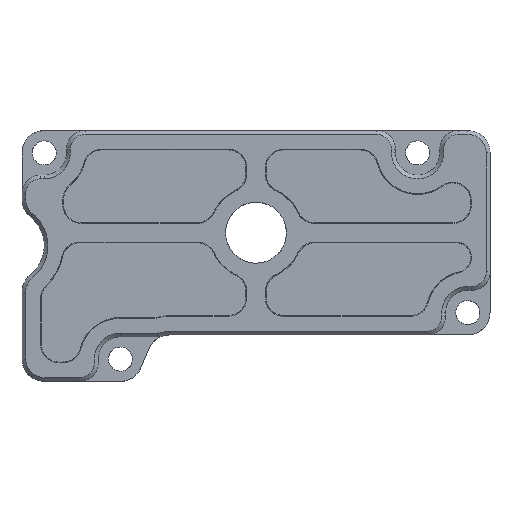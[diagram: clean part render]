
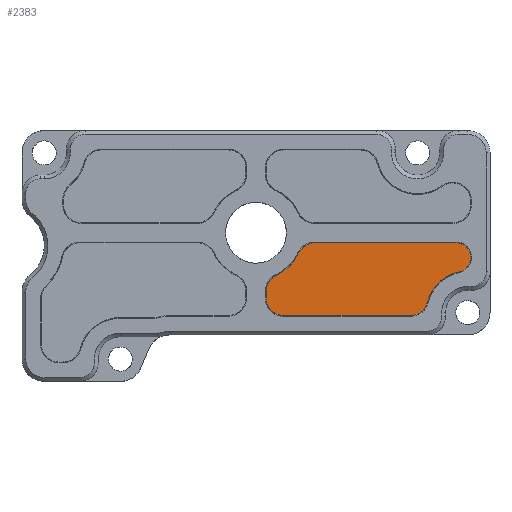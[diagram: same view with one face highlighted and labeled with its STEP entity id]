
A CAD part, top view. The second image highlights one B-rep face of the part: STEP entity #2383.
In plain terms, the highlighted free-form (B-spline) face has degree [1, 1] with [2, 2] control points.
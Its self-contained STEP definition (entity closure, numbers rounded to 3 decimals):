
#1942 = EDGE_CURVE('',#1943,#1945,#1947,.T.);
#1943 = VERTEX_POINT('',#1944);
#1944 = CARTESIAN_POINT('',(5.903,-12.445,3.796
    ));
#1945 = VERTEX_POINT('',#1946);
#1946 = CARTESIAN_POINT('',(12.445,-5.903,
    3.796));
#1947 = ( BOUNDED_CURVE() B_SPLINE_CURVE(2,(#1948,#1949,#1950),
.UNSPECIFIED.,.F.,.F.) B_SPLINE_CURVE_WITH_KNOTS((3,3),(5.941,
6.626),.PIECEWISE_BEZIER_KNOTS.) CURVE() 
GEOMETRIC_REPRESENTATION_ITEM() RATIONAL_B_SPLINE_CURVE((1.,
0.942,1.)) REPRESENTATION_ITEM('') );
#1948 = CARTESIAN_POINT('',(5.903,-12.445,3.796
    ));
#1949 = CARTESIAN_POINT('',(10.34,-10.34,
    3.796));
#1950 = CARTESIAN_POINT('',(12.445,-5.903,
    3.796));
#1996 = EDGE_CURVE('',#1997,#1943,#1999,.T.);
#1997 = VERTEX_POINT('',#1998);
#1998 = CARTESIAN_POINT('',(2.928,-17.148,
    3.796));
#1999 = ( BOUNDED_CURVE() B_SPLINE_CURVE(2,(#2000,#2001,#2002),
.UNSPECIFIED.,.F.,.F.) B_SPLINE_CURVE_WITH_KNOTS((3,3),(5.719,
6.847),.PIECEWISE_BEZIER_KNOTS.) CURVE() 
GEOMETRIC_REPRESENTATION_ITEM() RATIONAL_B_SPLINE_CURVE((1.,
0.845,1.)) REPRESENTATION_ITEM('') );
#2000 = CARTESIAN_POINT('',(2.928,-17.148,
    3.796));
#2001 = CARTESIAN_POINT('',(2.928,-13.856,
    3.796));
#2002 = CARTESIAN_POINT('',(5.903,-12.445,3.796
    ));
#2031 = EDGE_CURVE('',#2032,#1997,#2034,.T.);
#2032 = VERTEX_POINT('',#2033);
#2033 = CARTESIAN_POINT('',(2.928,-18.979,
    3.796));
#2034 = B_SPLINE_CURVE_WITH_KNOTS('',1,(#2035,#2036),.UNSPECIFIED.,.F.,
  .F.,(2,2),(-3.524,-1.835),.PIECEWISE_BEZIER_KNOTS.);
#2035 = CARTESIAN_POINT('',(2.928,-18.979,
    3.796));
#2036 = CARTESIAN_POINT('',(2.928,-17.148,
    3.796));
#2063 = EDGE_CURVE('',#2064,#2032,#2066,.T.);
#2064 = VERTEX_POINT('',#2065);
#2065 = CARTESIAN_POINT('',(8.134,-24.185,
    3.796));
#2066 = ( BOUNDED_CURVE() B_SPLINE_CURVE(2,(#2067,#2068,#2069),
.UNSPECIFIED.,.F.,.F.) B_SPLINE_CURVE_WITH_KNOTS((3,3),(5.498,
7.069),.PIECEWISE_BEZIER_KNOTS.) CURVE() 
GEOMETRIC_REPRESENTATION_ITEM() RATIONAL_B_SPLINE_CURVE((1.,
0.707,1.)) REPRESENTATION_ITEM('') );
#2067 = CARTESIAN_POINT('',(8.134,-24.185,
    3.796));
#2068 = CARTESIAN_POINT('',(2.928,-24.185,
    3.796));
#2069 = CARTESIAN_POINT('',(2.928,-18.979,
    3.796));
#2098 = EDGE_CURVE('',#2099,#2064,#2101,.T.);
#2099 = VERTEX_POINT('',#2100);
#2100 = CARTESIAN_POINT('',(45.017,-24.185,
    3.796));
#2101 = B_SPLINE_CURVE_WITH_KNOTS('',1,(#2102,#2103),.UNSPECIFIED.,.F.,
  .F.,(2,2),(-22.829,11.179),.PIECEWISE_BEZIER_KNOTS.);
#2102 = CARTESIAN_POINT('',(45.017,-24.185,
    3.796));
#2103 = CARTESIAN_POINT('',(8.134,-24.185,
    3.796));
#2130 = EDGE_CURVE('',#2131,#2099,#2133,.T.);
#2131 = VERTEX_POINT('',#2132);
#2132 = CARTESIAN_POINT('',(50.058,-20.281,
    3.796));
#2133 = ( BOUNDED_CURVE() B_SPLINE_CURVE(2,(#2134,#2135,#2136),
.UNSPECIFIED.,.F.,.F.) B_SPLINE_CURVE_WITH_KNOTS((3,3),(5.624,
6.942),.PIECEWISE_BEZIER_KNOTS.) CURVE() 
GEOMETRIC_REPRESENTATION_ITEM() RATIONAL_B_SPLINE_CURVE((1.,
0.791,1.)) REPRESENTATION_ITEM('') );
#2134 = CARTESIAN_POINT('',(50.058,-20.281,
    3.796));
#2135 = CARTESIAN_POINT('',(49.05,-24.185,
    3.796));
#2136 = CARTESIAN_POINT('',(45.017,-24.185,
    3.796));
#2166 = EDGE_CURVE('',#2167,#2131,#2169,.T.);
#2167 = VERTEX_POINT('',#2168);
#2168 = CARTESIAN_POINT('',(59.282,-11.439,
    3.796));
#2169 = ( BOUNDED_CURVE() B_SPLINE_CURVE(2,(#2170,#2171,#2172),
.UNSPECIFIED.,.F.,.F.) B_SPLINE_CURVE_WITH_KNOTS((3,3),(5.729,
6.837),.PIECEWISE_BEZIER_KNOTS.) CURVE() 
GEOMETRIC_REPRESENTATION_ITEM() RATIONAL_B_SPLINE_CURVE((1.,
0.85,1.)) REPRESENTATION_ITEM('') );
#2170 = CARTESIAN_POINT('',(59.282,-11.439,
    3.796));
#2171 = CARTESIAN_POINT('',(51.936,-13.007,
    3.796));
#2172 = CARTESIAN_POINT('',(50.058,-20.281,
    3.796));
#2204 = EDGE_CURVE('',#2205,#2167,#2207,.T.);
#2205 = VERTEX_POINT('',#2206);
#2206 = CARTESIAN_POINT('',(58.384,-2.928,
    3.796));
#2207 = ( BOUNDED_CURVE() B_SPLINE_CURVE(2,(#2208,#2209,#2210,#2211,
#2212),.UNSPECIFIED.,.F.,.F.) B_SPLINE_CURVE_WITH_KNOTS((3,2,3),(
    4.818,6.283,7.749),
.PIECEWISE_BEZIER_KNOTS.) CURVE() GEOMETRIC_REPRESENTATION_ITEM() 
RATIONAL_B_SPLINE_CURVE((1.,0.743,1.,0.743,1.)) 
REPRESENTATION_ITEM('') );
#2208 = CARTESIAN_POINT('',(58.384,-2.928,
    3.796));
#2209 = CARTESIAN_POINT('',(62.256,-2.928,
    3.796));
#2210 = CARTESIAN_POINT('',(62.663,-6.779,
    3.796));
#2211 = CARTESIAN_POINT('',(63.069,-10.63,
    3.796));
#2212 = CARTESIAN_POINT('',(59.282,-11.439,
    3.796));
#2247 = EDGE_CURVE('',#2248,#2205,#2250,.T.);
#2248 = VERTEX_POINT('',#2249);
#2249 = CARTESIAN_POINT('',(17.148,-2.928,
    3.796));
#2250 = B_SPLINE_CURVE_WITH_KNOTS('',1,(#2251,#2252),.UNSPECIFIED.,.F.,
  .F.,(2,2),(-26.034,11.987),.PIECEWISE_BEZIER_KNOTS.);
#2251 = CARTESIAN_POINT('',(17.148,-2.928,
    3.796));
#2252 = CARTESIAN_POINT('',(58.384,-2.928,
    3.796));
#2277 = EDGE_CURVE('',#1945,#2248,#2278,.T.);
#2278 = ( BOUNDED_CURVE() B_SPLINE_CURVE(2,(#2279,#2280,#2281),
.UNSPECIFIED.,.F.,.F.) B_SPLINE_CURVE_WITH_KNOTS((3,3),(5.719,
6.847),.PIECEWISE_BEZIER_KNOTS.) CURVE() 
GEOMETRIC_REPRESENTATION_ITEM() RATIONAL_B_SPLINE_CURVE((1.,
0.845,1.)) REPRESENTATION_ITEM('') );
#2279 = CARTESIAN_POINT('',(12.445,-5.903,
    3.796));
#2280 = CARTESIAN_POINT('',(13.856,-2.928,
    3.796));
#2281 = CARTESIAN_POINT('',(17.148,-2.928,
    3.796));
#2383 = ADVANCED_FACE('',(#2384),#2396,.T.);
#2384 = FACE_BOUND('',#2385,.T.);
#2385 = EDGE_LOOP('',(#2386,#2387,#2388,#2389,#2390,#2391,#2392,#2393,
    #2394,#2395));
#2386 = ORIENTED_EDGE('',*,*,#1942,.F.);
#2387 = ORIENTED_EDGE('',*,*,#1996,.F.);
#2388 = ORIENTED_EDGE('',*,*,#2031,.F.);
#2389 = ORIENTED_EDGE('',*,*,#2063,.F.);
#2390 = ORIENTED_EDGE('',*,*,#2098,.F.);
#2391 = ORIENTED_EDGE('',*,*,#2130,.F.);
#2392 = ORIENTED_EDGE('',*,*,#2166,.F.);
#2393 = ORIENTED_EDGE('',*,*,#2204,.F.);
#2394 = ORIENTED_EDGE('',*,*,#2247,.F.);
#2395 = ORIENTED_EDGE('',*,*,#2277,.F.);
#2396 = B_SPLINE_SURFACE_WITH_KNOTS('',1,1,(
    (#2397,#2398)
    ,(#2399,#2400
    )),.UNSPECIFIED.,.F.,.F.,.F.,(2,2),(2,2),(-27.158,
    27.942),(-10.159,9.441),
  .PIECEWISE_BEZIER_KNOTS.);
#2397 = CARTESIAN_POINT('',(2.928,-24.185,
    3.796));
#2398 = CARTESIAN_POINT('',(2.928,-2.928,
    3.796));
#2399 = CARTESIAN_POINT('',(62.687,-24.185,
    3.796));
#2400 = CARTESIAN_POINT('',(62.687,-2.928,
    3.796));
